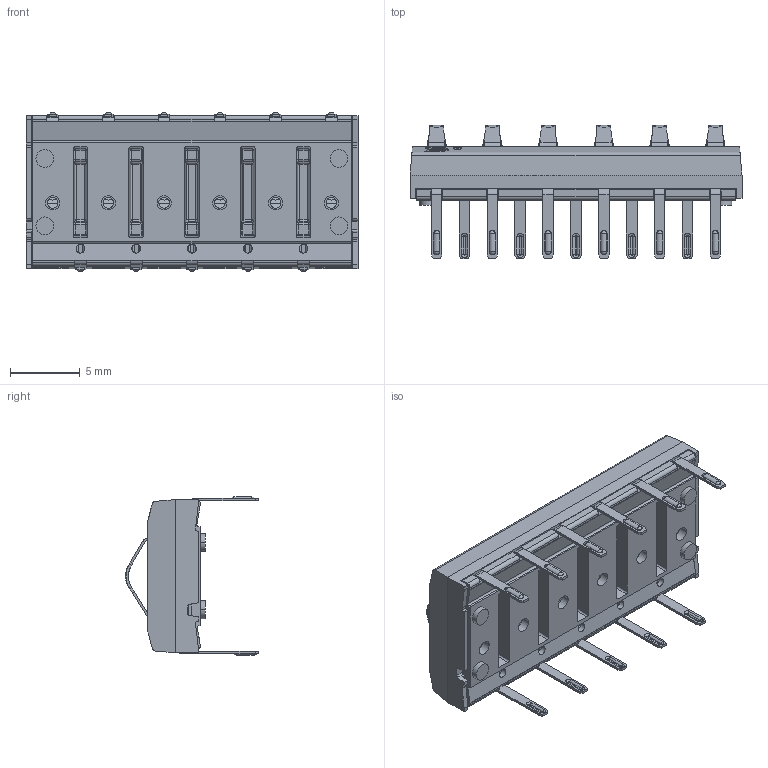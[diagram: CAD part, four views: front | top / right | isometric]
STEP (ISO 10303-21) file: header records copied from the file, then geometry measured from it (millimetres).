
FILE_DESCRIPTION((''),'2;1');
FILE_NAME('33756-73715','2021-04-30T06:31:43',('RICKB'),('Bourns, Inc.'),'CREO PARAMETRIC BY PTC INC, 2018050','CREO PARAMETRIC BY PTC INC, 2018050','');
FILE_SCHEMA(('AUTOMOTIVE_DESIGN { 1 0 10303 214 1 1 1 1 }'));
Products named in the file (1): 33756-73715
Bounding box: 23.83 x 9.57 x 11.4 mm (x, y, z)
Volume: 465.9 mm3; surface area: 2118.8 mm2
Topology: 1 solids, 1 shells, 1917 faces, 5213 edges, 3202 vertices
Faces by surface type: plane 1135, cylinder 516, bspline 136, sphere 84, torus 46
Entity records: 83014 total; most frequent: CARTESIAN_POINT 19809, ORIENTED_EDGE 10290, DIRECTION 9317, PRESENTATION_STYLE_ASSIGNMENT 5170, STYLED_ITEM 5146, CURVE_STYLE 5145, EDGE_CURVE 5145, VECTOR 3555
